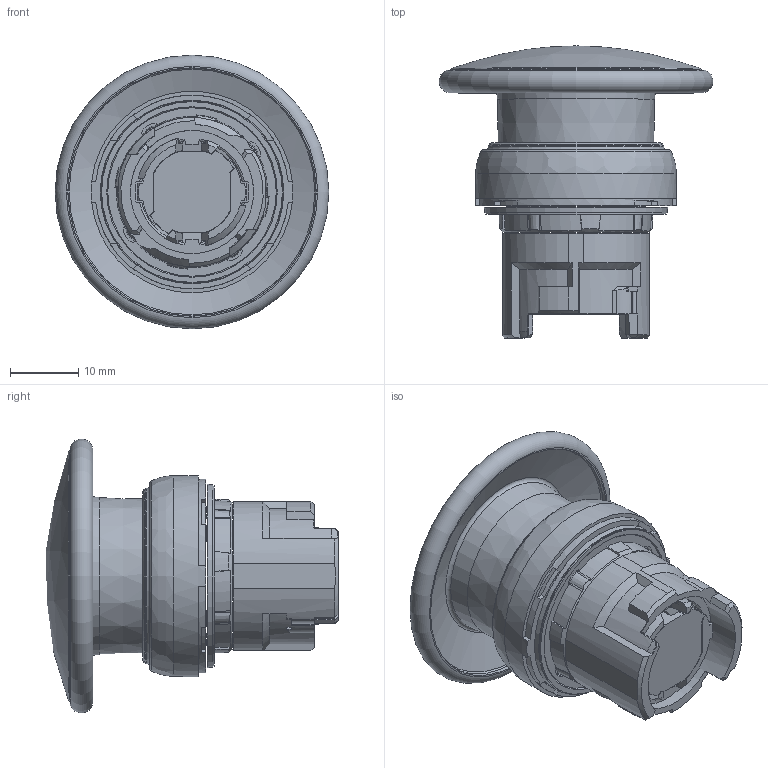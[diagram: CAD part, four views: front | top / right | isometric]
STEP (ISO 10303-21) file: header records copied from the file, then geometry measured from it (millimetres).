
FILE_DESCRIPTION(/* description */ (''),/* implementation_level */ '2;1');
FILE_NAME(/* name */ 'FILE_STP_CAD_DRAWING_LPSB614_CATALOG_prt.stp',/* time_stamp */ '2020-10-16T13:40:20+02:00',/* author */ (''),/* organization */ (''),/* preprocessor_version */ 'ST-DEVELOPER v16.7',/* originating_system */ 'SIEMENS PLM Software NX 12.0',/* authorisation */ '');
FILE_SCHEMA (('AUTOMOTIVE_DESIGN { 1 0 10303 214 3 1 1 1 }'));
Length unit declared in the file: millimetre
Products named in the file (1): LPSB614_CATALOG
Bounding box: 39.99 x 42.66 x 39.99 mm (x, y, z)
Surface area: 6945.3 mm2 (no closed solid volume)
Topology: 0 solids, 10 shells, 249 faces, 803 edges, 565 vertices
Faces by surface type: plane 109, cone 74, cylinder 36, torus 18, bspline 9, sphere 3
Full cylindrical faces by diameter (mm): 18 x1, 26.4 x1
Entity records: 9426 total; most frequent: CARTESIAN_POINT 2523, DIRECTION 1470, ORIENTED_EDGE 1313, EDGE_CURVE 771, AXIS2_PLACEMENT_3D 593, VERTEX_POINT 555, CIRCLE 287, LINE 284
